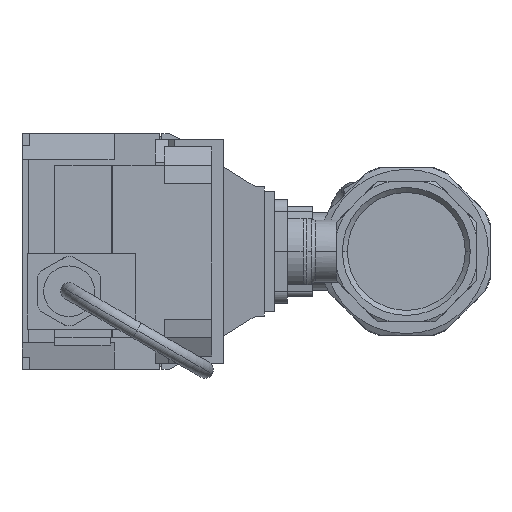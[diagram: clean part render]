
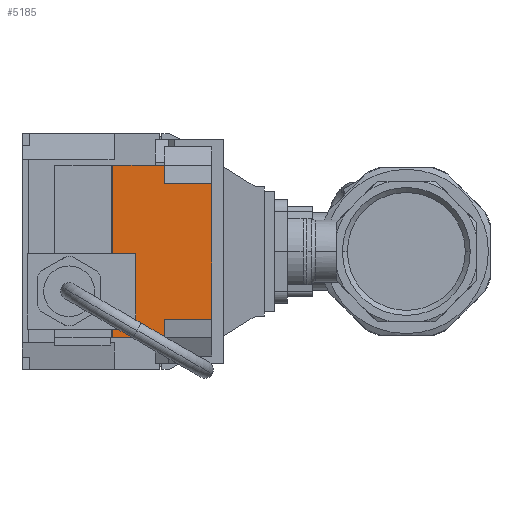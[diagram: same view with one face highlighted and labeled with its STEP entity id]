
A CAD part, left-side view. The second image highlights one B-rep face of the part: STEP entity #5185.
In plain terms, the highlighted planar face has unit normal (-1, 0, 0).
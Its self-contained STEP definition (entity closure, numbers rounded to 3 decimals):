
#3863 = VERTEX_POINT( '', #11225 );
#4081 = VERTEX_POINT( '', #11474 );
#4159 = EDGE_CURVE( '', #8763, #10501, #11559, .T. );
#5185 = ADVANCED_FACE( '', ( #12681 ), #12682, .T. );
#5343 = EDGE_CURVE( '', #10201, #8267, #12870, .T. );
#5561 = EDGE_CURVE( '', #10501, #3863, #13114, .T. );
#5867 = VERTEX_POINT( '', #13449 );
#6281 = EDGE_CURVE( '', #8861, #5867, #13898, .T. );
#6837 = EDGE_CURVE( '', #5867, #8697, #14514, .T. );
#6907 = EDGE_CURVE( '', #9631, #7709, #14591, .T. );
#7509 = VERTEX_POINT( '', #15238 );
#7709 = VERTEX_POINT( '', #15453 );
#8059 = EDGE_CURVE( '', #9631, #3863, #15835, .T. );
#8267 = VERTEX_POINT( '', #16068 );
#8479 = EDGE_CURVE( '', #7509, #10201, #16303, .T. );
#8697 = VERTEX_POINT( '', #16545 );
#8763 = VERTEX_POINT( '', #16621 );
#8861 = VERTEX_POINT( '', #16737 );
#9631 = VERTEX_POINT( '', #17576 );
#10201 = VERTEX_POINT( '', #18203 );
#10429 = EDGE_CURVE( '', #8697, #4081, #18446, .T. );
#10501 = VERTEX_POINT( '', #18527 );
#10747 = EDGE_CURVE( '', #8267, #8763, #18800, .T. );
#10823 = EDGE_CURVE( '', #8861, #7709, #18884, .T. );
#11019 = EDGE_CURVE( '', #4081, #7509, #19098, .T. );
#11225 = CARTESIAN_POINT( '', ( -50.5, 112.3, -33. ) );
#11474 = CARTESIAN_POINT( '', ( -50.5, 92.5, 33. ) );
#11559 = LINE( '', #19932, #19933 );
#12681 = FACE_OUTER_BOUND( '', #21868, .T. );
#12682 = PLANE( '', #21869 );
#12870 = LINE( '', #22155, #22156 );
#13114 = LINE( '', #22524, #22525 );
#13449 = CARTESIAN_POINT( '', ( -50.5, 74.5, 25.946 ) );
#13898 = LINE( '', #23772, #23773 );
#14514 = LINE( '', #24849, #24850 );
#14591 = LINE( '', #24957, #24958 );
#15238 = CARTESIAN_POINT( '', ( -50.5, 112.3, 33. ) );
#15453 = CARTESIAN_POINT( '', ( -50.5, 92.5, -25.946 ) );
#15835 = LINE( '', #27019, #27020 );
#16068 = CARTESIAN_POINT( '', ( -50.5, 103.4, -0.724 ) );
#16303 = LINE( '', #27744, #27745 );
#16545 = CARTESIAN_POINT( '', ( -50.5, 92.5, 25.946 ) );
#16621 = CARTESIAN_POINT( '', ( -50.5, 103.4, -29.724 ) );
#16737 = CARTESIAN_POINT( '', ( -50.5, 74.5, -25.946 ) );
#17576 = CARTESIAN_POINT( '', ( -50.5, 92.5, -33. ) );
#18203 = CARTESIAN_POINT( '', ( -50.5, 112.3, -0.724 ) );
#18446 = LINE( '', #31137, #31138 );
#18527 = CARTESIAN_POINT( '', ( -50.5, 112.3, -29.724 ) );
#18800 = LINE( '', #31631, #31632 );
#18884 = LINE( '', #31799, #31800 );
#19098 = LINE( '', #32125, #32126 );
#19932 = CARTESIAN_POINT( '', ( -50.5, 109.75, -29.724 ) );
#19933 = VECTOR( '', #32780, 1. );
#21868 = EDGE_LOOP( '', ( #34016, #34017, #34018, #34019, #34020, #34021, #34022, #34023, #34024, #34025, #34026, #34027 ) );
#21869 = AXIS2_PLACEMENT_3D( '', #34028, #34029, #34030 );
#22155 = CARTESIAN_POINT( '', ( -50.5, 109.75, -0.724 ) );
#22156 = VECTOR( '', #34304, 1. );
#22524 = CARTESIAN_POINT( '', ( -50.5, 112.3, 12.973 ) );
#22525 = VECTOR( '', #34601, 1. );
#23772 = CARTESIAN_POINT( '', ( -50.5, 74.5, -25.946 ) );
#23773 = VECTOR( '', #35435, 1. );
#24849 = CARTESIAN_POINT( '', ( -50.5, 74.5, 25.946 ) );
#24850 = VECTOR( '', #36137, 1. );
#24957 = CARTESIAN_POINT( '', ( -50.5, 92.5, -33. ) );
#24958 = VECTOR( '', #36220, 1. );
#27019 = CARTESIAN_POINT( '', ( -50.5, 92.5, -33. ) );
#27020 = VECTOR( '', #37535, 1. );
#27744 = CARTESIAN_POINT( '', ( -50.5, 112.3, 12.973 ) );
#27745 = VECTOR( '', #38069, 1. );
#31137 = CARTESIAN_POINT( '', ( -50.5, 92.5, -33. ) );
#31138 = VECTOR( '', #40558, 1. );
#31631 = CARTESIAN_POINT( '', ( -50.5, 103.4, 12.973 ) );
#31632 = VECTOR( '', #40984, 1. );
#31799 = CARTESIAN_POINT( '', ( -50.5, 74.5, -25.946 ) );
#31800 = VECTOR( '', #41086, 1. );
#32125 = CARTESIAN_POINT( '', ( -50.5, 92.5, 33. ) );
#32126 = VECTOR( '', #41321, 1. );
#32780 = DIRECTION( '', ( 0., 1., 0. ) );
#34016 = ORIENTED_EDGE( '', *, *, #5343, .T. );
#34017 = ORIENTED_EDGE( '', *, *, #10747, .T. );
#34018 = ORIENTED_EDGE( '', *, *, #4159, .T. );
#34019 = ORIENTED_EDGE( '', *, *, #5561, .T. );
#34020 = ORIENTED_EDGE( '', *, *, #8059, .F. );
#34021 = ORIENTED_EDGE( '', *, *, #6907, .T. );
#34022 = ORIENTED_EDGE( '', *, *, #10823, .F. );
#34023 = ORIENTED_EDGE( '', *, *, #6281, .T. );
#34024 = ORIENTED_EDGE( '', *, *, #6837, .T. );
#34025 = ORIENTED_EDGE( '', *, *, #10429, .T. );
#34026 = ORIENTED_EDGE( '', *, *, #11019, .T. );
#34027 = ORIENTED_EDGE( '', *, *, #8479, .T. );
#34028 = CARTESIAN_POINT( '', ( -50.5, 74.5, 25.946 ) );
#34029 = DIRECTION( '', ( -1., 0., 0. ) );
#34030 = DIRECTION( '', ( 0., 0., 1. ) );
#34304 = DIRECTION( '', ( 0., -1., 0. ) );
#34601 = DIRECTION( '', ( 0., 0., -1. ) );
#35435 = DIRECTION( '', ( 0., 0., 1. ) );
#36137 = DIRECTION( '', ( 0., 1., 0. ) );
#36220 = DIRECTION( '', ( 0., 0., 1. ) );
#37535 = DIRECTION( '', ( 0., 1., 0. ) );
#38069 = DIRECTION( '', ( 0., 0., -1. ) );
#40558 = DIRECTION( '', ( 0., 0., 1. ) );
#40984 = DIRECTION( '', ( 0., 0., -1. ) );
#41086 = DIRECTION( '', ( 0., 1., 0. ) );
#41321 = DIRECTION( '', ( 0., 1., 0. ) );
